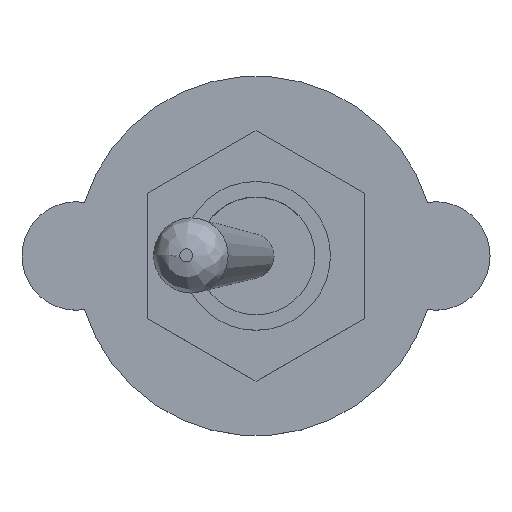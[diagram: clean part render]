
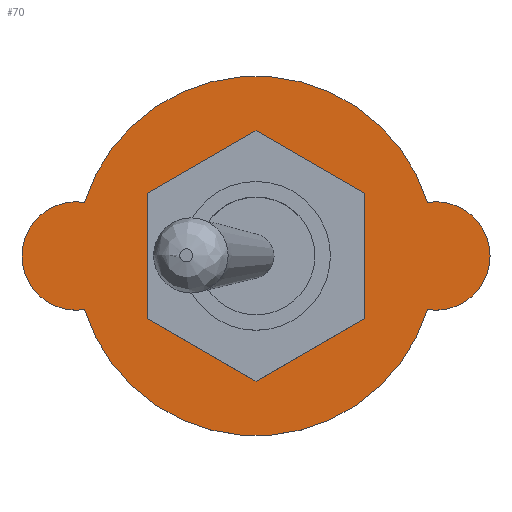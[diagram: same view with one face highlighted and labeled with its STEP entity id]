
A CAD part, top view. The second image highlights one B-rep face of the part: STEP entity #70.
In plain terms, the highlighted planar face has unit normal (0, 0, 1).
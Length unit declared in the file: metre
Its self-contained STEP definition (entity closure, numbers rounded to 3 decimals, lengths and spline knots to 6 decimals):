
#70 = ADVANCED_FACE( '', ( #173, #174 ), #175, .F. );
#173 = FACE_OUTER_BOUND( '', #320, .T. );
#174 = FACE_BOUND( '', #321, .T. );
#175 = PLANE( '', #322 );
#320 = EDGE_LOOP( '', ( #505, #506, #507, #508 ) );
#321 = EDGE_LOOP( '', ( #509, #510, #511, #512, #513, #514 ) );
#322 = AXIS2_PLACEMENT_3D( '', #515, #516, #517 );
#505 = ORIENTED_EDGE( '', *, *, #837, .F. );
#506 = ORIENTED_EDGE( '', *, *, #838, .F. );
#507 = ORIENTED_EDGE( '', *, *, #839, .F. );
#508 = ORIENTED_EDGE( '', *, *, #840, .F. );
#509 = ORIENTED_EDGE( '', *, *, #841, .T. );
#510 = ORIENTED_EDGE( '', *, *, #842, .T. );
#511 = ORIENTED_EDGE( '', *, *, #843, .T. );
#512 = ORIENTED_EDGE( '', *, *, #844, .T. );
#513 = ORIENTED_EDGE( '', *, *, #845, .T. );
#514 = ORIENTED_EDGE( '', *, *, #846, .T. );
#515 = CARTESIAN_POINT( '', ( 0., 0., 0.0115 ) );
#516 = DIRECTION( '', ( 0., 0., -1. ) );
#517 = DIRECTION( '', ( 1., 0., 0. ) );
#837 = EDGE_CURVE( '', #972, #973, #974, .T. );
#838 = EDGE_CURVE( '', #975, #972, #976, .T. );
#839 = EDGE_CURVE( '', #977, #975, #978, .T. );
#840 = EDGE_CURVE( '', #973, #977, #979, .T. );
#841 = EDGE_CURVE( '', #980, #981, #982, .T. );
#842 = EDGE_CURVE( '', #981, #983, #984, .T. );
#843 = EDGE_CURVE( '', #983, #985, #986, .T. );
#844 = EDGE_CURVE( '', #985, #987, #988, .T. );
#845 = EDGE_CURVE( '', #987, #989, #990, .T. );
#846 = EDGE_CURVE( '', #989, #980, #991, .T. );
#972 = VERTEX_POINT( '', #1169 );
#973 = VERTEX_POINT( '', #1170 );
#974 = CIRCLE( '', #1171, 0.00175 );
#975 = VERTEX_POINT( '', #1172 );
#976 = CIRCLE( '', #1173, 0.0058 );
#977 = VERTEX_POINT( '', #1174 );
#978 = CIRCLE( '', #1175, 0.00175 );
#979 = CIRCLE( '', #1176, 0.0058 );
#980 = VERTEX_POINT( '', #1177 );
#981 = VERTEX_POINT( '', #1178 );
#982 = LINE( '', #1179, #1180 );
#983 = VERTEX_POINT( '', #1181 );
#984 = LINE( '', #1182, #1183 );
#985 = VERTEX_POINT( '', #1184 );
#986 = LINE( '', #1185, #1186 );
#987 = VERTEX_POINT( '', #1187 );
#988 = LINE( '', #1188, #1189 );
#989 = VERTEX_POINT( '', #1190 );
#990 = LINE( '', #1191, #1192 );
#991 = LINE( '', #1193, #1194 );
#1169 = CARTESIAN_POINT( '', ( -0.005536, -0.00173, 0.0115 ) );
#1170 = CARTESIAN_POINT( '', ( -0.005536, 0.00173, 0.0115 ) );
#1171 = AXIS2_PLACEMENT_3D( '', #1413, #1414, #1415 );
#1172 = CARTESIAN_POINT( '', ( 0.005536, -0.00173, 0.0115 ) );
#1173 = AXIS2_PLACEMENT_3D( '', #1416, #1417, #1418 );
#1174 = CARTESIAN_POINT( '', ( 0.005536, 0.00173, 0.0115 ) );
#1175 = AXIS2_PLACEMENT_3D( '', #1419, #1420, #1421 );
#1176 = AXIS2_PLACEMENT_3D( '', #1422, #1423, #1424 );
#1177 = CARTESIAN_POINT( '', ( -0.0035, 0.002021, 0.0115 ) );
#1178 = CARTESIAN_POINT( '', ( 0., 0.004041, 0.0115 ) );
#1179 = CARTESIAN_POINT( '', ( -0.00175, 0.003031, 0.0115 ) );
#1180 = VECTOR( '', #1425, 1. );
#1181 = CARTESIAN_POINT( '', ( 0.0035, 0.002021, 0.0115 ) );
#1182 = CARTESIAN_POINT( '', ( 0.00175, 0.003031, 0.0115 ) );
#1183 = VECTOR( '', #1426, 1. );
#1184 = CARTESIAN_POINT( '', ( 0.0035, -0.002021, 0.0115 ) );
#1185 = CARTESIAN_POINT( '', ( 0.0035, 0., 0.0115 ) );
#1186 = VECTOR( '', #1427, 1. );
#1187 = CARTESIAN_POINT( '', ( 0., -0.004041, 0.0115 ) );
#1188 = CARTESIAN_POINT( '', ( 0.00175, -0.003031, 0.0115 ) );
#1189 = VECTOR( '', #1428, 1. );
#1190 = CARTESIAN_POINT( '', ( -0.0035, -0.002021, 0.0115 ) );
#1191 = CARTESIAN_POINT( '', ( -0.00175, -0.003031, 0.0115 ) );
#1192 = VECTOR( '', #1429, 1. );
#1193 = CARTESIAN_POINT( '', ( -0.0035, 0., 0.0115 ) );
#1194 = VECTOR( '', #1430, 1. );
#1413 = CARTESIAN_POINT( '', ( -0.0058, 0., 0.0115 ) );
#1414 = DIRECTION( '', ( 0., 0., -1. ) );
#1415 = DIRECTION( '', ( 1., 0., 0. ) );
#1416 = CARTESIAN_POINT( '', ( 0., 0., 0.0115 ) );
#1417 = DIRECTION( '', ( 0., 0., -1. ) );
#1418 = DIRECTION( '', ( 1., 0., 0. ) );
#1419 = CARTESIAN_POINT( '', ( 0.0058, 0., 0.0115 ) );
#1420 = DIRECTION( '', ( 0., 0., -1. ) );
#1421 = DIRECTION( '', ( 1., 0., 0. ) );
#1422 = CARTESIAN_POINT( '', ( 0., 0., 0.0115 ) );
#1423 = DIRECTION( '', ( 0., 0., -1. ) );
#1424 = DIRECTION( '', ( 1., 0., 0. ) );
#1425 = DIRECTION( '', ( 0.866, 0.5, 0. ) );
#1426 = DIRECTION( '', ( 0.866, -0.5, 0. ) );
#1427 = DIRECTION( '', ( 0., -1., 0. ) );
#1428 = DIRECTION( '', ( -0.866, -0.5, 0. ) );
#1429 = DIRECTION( '', ( -0.866, 0.5, 0. ) );
#1430 = DIRECTION( '', ( 0., 1., 0. ) );
